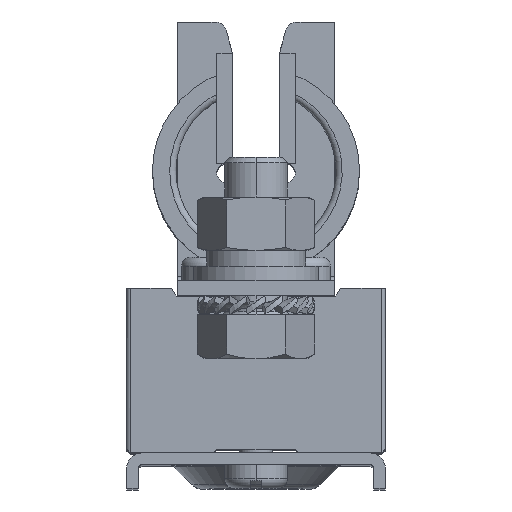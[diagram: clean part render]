
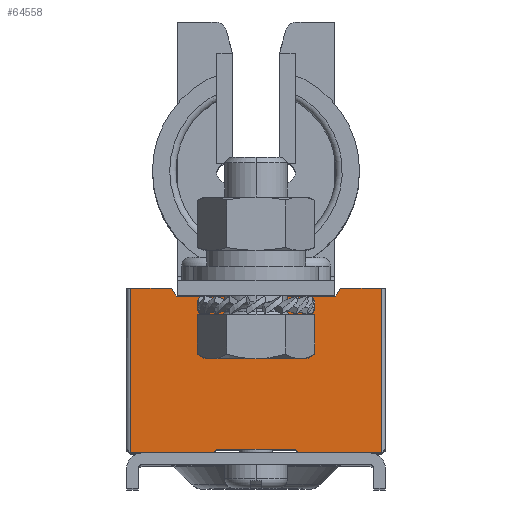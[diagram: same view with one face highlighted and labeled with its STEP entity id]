
A CAD part, top view. The second image highlights one B-rep face of the part: STEP entity #64558.
In plain terms, the highlighted planar face has unit normal (0, 0, 1).
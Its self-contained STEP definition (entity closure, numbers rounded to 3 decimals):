
#55194=DIRECTION('',(1.,0.,0.));
#55195=VECTOR('',#55194,10.);
#55196=CARTESIAN_POINT('',(-5.,2.,65.));
#55197=LINE('',#55196,#55195);
#55296=DIRECTION('',(1.,0.,0.));
#55297=VECTOR('',#55296,20.4);
#55298=CARTESIAN_POINT('',(-10.2,21.5,65.));
#55299=LINE('',#55298,#55297);
#55303=DIRECTION('',(0.5,0.866,0.));
#55304=VECTOR('',#55303,1.155);
#55305=CARTESIAN_POINT('',(10.2,21.5,65.));
#55306=LINE('',#55305,#55304);
#55310=DIRECTION('',(1.,0.,0.));
#55311=VECTOR('',#55310,5.223);
#55312=CARTESIAN_POINT('',(10.777,22.5,65.));
#55313=LINE('',#55312,#55311);
#55317=DIRECTION('',(-1.,0.,0.));
#55318=VECTOR('',#55317,10.5);
#55319=CARTESIAN_POINT('',(16.,1.5,65.));
#55320=LINE('',#55319,#55318);
#55324=DIRECTION('',(-0.707,0.707,0.));
#55325=VECTOR('',#55324,0.707);
#55326=CARTESIAN_POINT('',(5.5,1.5,65.));
#55327=LINE('',#55326,#55325);
#55331=DIRECTION('',(-0.707,-0.707,0.));
#55332=VECTOR('',#55331,0.707);
#55333=CARTESIAN_POINT('',(-5.,2.,65.));
#55334=LINE('',#55333,#55332);
#55338=DIRECTION('',(-1.,0.,0.));
#55339=VECTOR('',#55338,10.5);
#55340=CARTESIAN_POINT('',(-5.5,1.5,65.));
#55341=LINE('',#55340,#55339);
#55345=DIRECTION('',(1.,0.,0.));
#55346=VECTOR('',#55345,5.223);
#55347=CARTESIAN_POINT('',(-16.,22.5,65.));
#55348=LINE('',#55347,#55346);
#55352=DIRECTION('',(0.5,-0.866,0.));
#55353=VECTOR('',#55352,1.155);
#55354=CARTESIAN_POINT('',(-10.777,22.5,65.));
#55355=LINE('',#55354,#55353);
#55491=DIRECTION('',(0.,-1.,0.));
#55492=VECTOR('',#55491,21.);
#55493=CARTESIAN_POINT('',(-16.,22.5,65.));
#55494=LINE('',#55493,#55492);
#55914=DIRECTION('',(0.,1.,0.));
#55915=VECTOR('',#55914,21.);
#55916=CARTESIAN_POINT('',(16.,1.5,65.));
#55917=LINE('',#55916,#55915);
#61998=CARTESIAN_POINT('',(-5.,2.,65.));
#61999=VERTEX_POINT('',#61998);
#62000=CARTESIAN_POINT('',(5.,2.,65.));
#62001=VERTEX_POINT('',#62000);
#62034=CARTESIAN_POINT('',(-16.,1.5,65.));
#62035=VERTEX_POINT('',#62034);
#62036=CARTESIAN_POINT('',(-5.5,1.5,65.));
#62037=VERTEX_POINT('',#62036);
#62038=CARTESIAN_POINT('',(16.,1.5,65.));
#62039=CARTESIAN_POINT('',(5.5,1.5,65.));
#62040=VERTEX_POINT('',#62038);
#62041=VERTEX_POINT('',#62039);
#62070=CARTESIAN_POINT('',(-16.,22.5,65.));
#62071=VERTEX_POINT('',#62070);
#62076=CARTESIAN_POINT('',(-10.777,22.5,65.));
#62077=VERTEX_POINT('',#62076);
#62113=CARTESIAN_POINT('',(16.,22.5,65.));
#62114=VERTEX_POINT('',#62113);
#62117=CARTESIAN_POINT('',(-10.2,21.5,65.));
#62118=CARTESIAN_POINT('',(10.2,21.5,65.));
#62119=VERTEX_POINT('',#62117);
#62120=VERTEX_POINT('',#62118);
#62121=CARTESIAN_POINT('',(10.777,22.5,65.));
#62122=VERTEX_POINT('',#62121);
#64529=CARTESIAN_POINT('',(0.,0.,65.));
#64530=DIRECTION('',(0.,0.,1.));
#64531=DIRECTION('',(1.,0.,0.));
#64532=AXIS2_PLACEMENT_3D('',#64529,#64530,#64531);
#64533=PLANE('',#64532);
#64535=ORIENTED_EDGE('',*,*,#64534,.T.);
#64537=ORIENTED_EDGE('',*,*,#64536,.T.);
#64539=ORIENTED_EDGE('',*,*,#64538,.T.);
#64541=ORIENTED_EDGE('',*,*,#64540,.F.);
#64542=ORIENTED_EDGE('',*,*,#64504,.T.);
#64544=ORIENTED_EDGE('',*,*,#64543,.T.);
#64545=ORIENTED_EDGE('',*,*,#64437,.F.);
#64547=ORIENTED_EDGE('',*,*,#64546,.T.);
#64549=ORIENTED_EDGE('',*,*,#64548,.T.);
#64551=ORIENTED_EDGE('',*,*,#64550,.F.);
#64553=ORIENTED_EDGE('',*,*,#64552,.T.);
#64555=ORIENTED_EDGE('',*,*,#64554,.T.);
#64556=EDGE_LOOP('',(#64535,#64537,#64539,#64541,#64542,#64544,#64545,#64547,
#64549,#64551,#64553,#64555));
#64557=FACE_OUTER_BOUND('',#64556,.F.);
#64437=EDGE_CURVE('',#61999,#62001,#55197,.T.);
#64504=EDGE_CURVE('',#62040,#62041,#55320,.T.);
#64534=EDGE_CURVE('',#62119,#62120,#55299,.T.);
#64536=EDGE_CURVE('',#62120,#62122,#55306,.T.);
#64538=EDGE_CURVE('',#62122,#62114,#55313,.T.);
#64540=EDGE_CURVE('',#62040,#62114,#55917,.T.);
#64543=EDGE_CURVE('',#62041,#62001,#55327,.T.);
#64546=EDGE_CURVE('',#61999,#62037,#55334,.T.);
#64548=EDGE_CURVE('',#62037,#62035,#55341,.T.);
#64550=EDGE_CURVE('',#62071,#62035,#55494,.T.);
#64552=EDGE_CURVE('',#62071,#62077,#55348,.T.);
#64554=EDGE_CURVE('',#62077,#62119,#55355,.T.);
#64558=ADVANCED_FACE('',(#64557),#64533,.T.);
